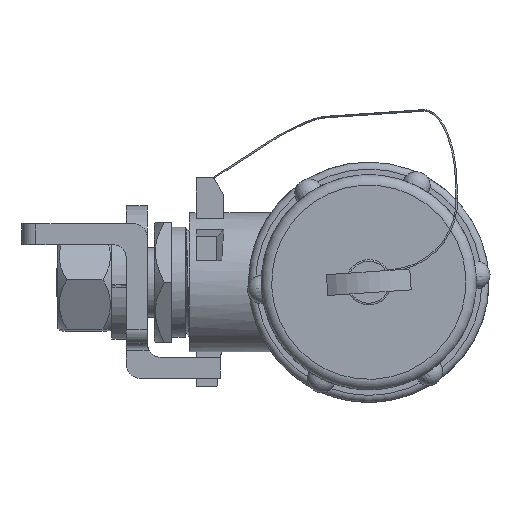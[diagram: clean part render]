
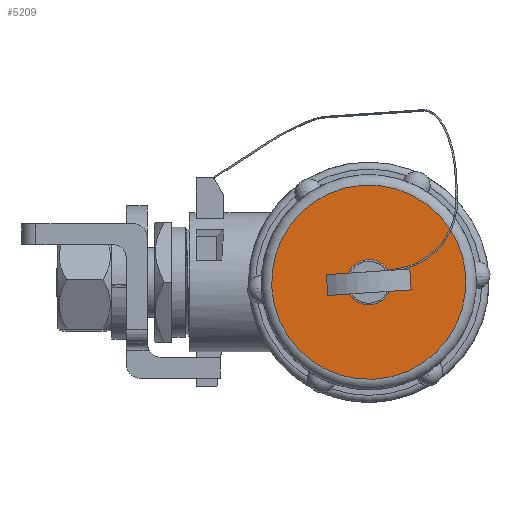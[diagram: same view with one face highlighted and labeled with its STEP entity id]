
A CAD part, left-side view. The second image highlights one B-rep face of the part: STEP entity #5209.
In plain terms, the highlighted planar face has unit normal (-1, 0, 0).
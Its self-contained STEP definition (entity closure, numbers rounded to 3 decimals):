
#297=PLANE('',#5621);
#1437=ORIENTED_EDGE('',*,*,#2970,.T.);
#1438=ORIENTED_EDGE('',*,*,#2971,.F.);
#2970=EDGE_CURVE('',#3751,#3751,#4288,.T.);
#2971=EDGE_CURVE('',#3752,#3752,#4289,.T.);
#3751=VERTEX_POINT('',#8711);
#3752=VERTEX_POINT('',#8713);
#4288=CIRCLE('',#5622,3.);
#4289=CIRCLE('',#5623,13.95);
#4463=EDGE_LOOP('',(#1437));
#4464=EDGE_LOOP('',(#1438));
#4797=FACE_BOUND('',#4463,.T.);
#4798=FACE_BOUND('',#4464,.T.);
#5209=ADVANCED_FACE('',(#4797,#4798),#297,.F.);
#5621=AXIS2_PLACEMENT_3D('',#8709,#6207,#6208);
#5622=AXIS2_PLACEMENT_3D('',#8710,#6209,#6210);
#5623=AXIS2_PLACEMENT_3D('',#8712,#6211,#6212);
#6207=DIRECTION('',(1.,0.,0.));
#6208=DIRECTION('',(0.,0.998,-0.068));
#6209=DIRECTION('',(1.,0.,0.));
#6210=DIRECTION('',(0.,0.998,-0.068));
#6211=DIRECTION('',(1.,0.,0.));
#6212=DIRECTION('',(0.,0.998,-0.068));
#8709=CARTESIAN_POINT('',(-47.,0.,0.));
#8710=CARTESIAN_POINT('',(-47.,0.,0.));
#8711=CARTESIAN_POINT('',(-47.,2.993,-0.203));
#8712=CARTESIAN_POINT('',(-47.,0.,0.));
#8713=CARTESIAN_POINT('',(-47.,13.918,-0.944));
